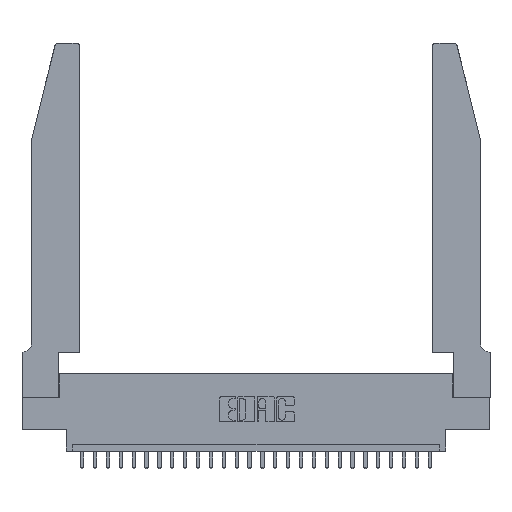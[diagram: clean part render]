
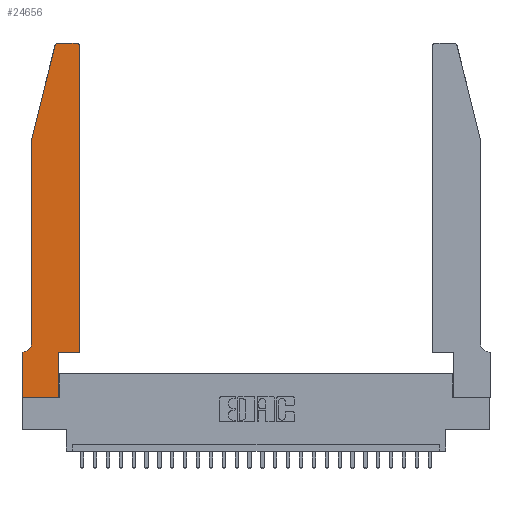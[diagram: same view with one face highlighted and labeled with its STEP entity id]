
A CAD part, top view. The second image highlights one B-rep face of the part: STEP entity #24656.
In plain terms, the highlighted planar face has unit normal (0, 0, 1).
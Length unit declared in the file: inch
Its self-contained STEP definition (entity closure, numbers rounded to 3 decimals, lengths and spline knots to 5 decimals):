
#96 = VERTEX_POINT ( 'NONE', #97 ) ;
#97 = CARTESIAN_POINT ( 'NONE',  ( 0.2865, 0.35, 0.37 ) ) ;
#150 = VECTOR ( 'NONE', #9840, 39.37008 ) ;
#363 = AXIS2_PLACEMENT_3D ( 'NONE', #5201, #15755, #26368 ) ;
#478 = DIRECTION ( 'NONE',  ( 0., 1., 0. ) ) ;
#1557 = DIRECTION ( 'NONE',  ( 1., 0., 0. ) ) ;
#1559 = CARTESIAN_POINT ( 'NONE',  ( 0.0755, 0.42, 0.37 ) ) ;
#2247 = CARTESIAN_POINT ( 'NONE',  ( 0.284, 2.75, 0.37 ) ) ;
#2284 = DIRECTION ( 'NONE',  ( 1., 0., 0. ) ) ;
#2352 = ORIENTED_EDGE ( 'NONE', *, *, #15353, .T. ) ;
#2436 = VECTOR ( 'NONE', #7516, 39.37008 ) ;
#3067 = CARTESIAN_POINT ( 'NONE',  ( 0.0755, 0.35, 0.37 ) ) ;
#3268 = CARTESIAN_POINT ( 'NONE',  ( 0., 0.35, 0.37 ) ) ;
#3301 = CARTESIAN_POINT ( 'NONE',  ( 0., 0., 0.37 ) ) ;
#3453 = VERTEX_POINT ( 'NONE', #5809 ) ;
#3672 = DIRECTION ( 'NONE',  ( 0., 1., 0. ) ) ;
#3694 = VERTEX_POINT ( 'NONE', #2247 ) ;
#4002 = DIRECTION ( 'NONE',  ( -1., 0., 0. ) ) ;
#4063 = EDGE_CURVE ( 'NONE', #22298, #10704, #7220, .T. ) ;
#4204 = EDGE_LOOP ( 'NONE', ( #18104, #19702, #2352, #19463, #4529, #15409, #8377, #20767, #27234, #26574, #11322, #4392 ) ) ;
#4392 = ORIENTED_EDGE ( 'NONE', *, *, #18978, .T. ) ;
#4529 = ORIENTED_EDGE ( 'NONE', *, *, #12937, .T. ) ;
#5110 = CARTESIAN_POINT ( 'NONE',  ( 0.4505, 0.35, 0.37 ) ) ;
#5201 = CARTESIAN_POINT ( 'NONE',  ( 0.0055, 0.42, 0.37 ) ) ;
#5346 = CARTESIAN_POINT ( 'NONE',  ( 0.4505, 0.35, 0.37 ) ) ;
#5561 = VERTEX_POINT ( 'NONE', #19037 ) ;
#5575 = EDGE_CURVE ( 'NONE', #16371, #96, #22605, .T. ) ;
#5681 = CARTESIAN_POINT ( 'NONE',  ( 0.284, 2.72, 0.37 ) ) ;
#5809 = CARTESIAN_POINT ( 'NONE',  ( 0.25487, 2.72718, 0.37 ) ) ;
#6416 = CARTESIAN_POINT ( 'NONE',  ( 0.4505, 0.35, 0.37 ) ) ;
#6434 = CARTESIAN_POINT ( 'NONE',  ( 0.4205, 2.75, 0.37 ) ) ;
#6852 = LINE ( 'NONE', #7790, #150 ) ;
#7052 = CARTESIAN_POINT ( 'NONE',  ( 0.4205, 2.72, 0.37 ) ) ;
#7111 = EDGE_CURVE ( 'NONE', #3694, #3453, #17535, .T. ) ;
#7144 = LINE ( 'NONE', #5346, #2436 ) ;
#7220 = LINE ( 'NONE', #3067, #9250 ) ;
#7516 = DIRECTION ( 'NONE',  ( 1., 0., 0. ) ) ;
#7790 = CARTESIAN_POINT ( 'NONE',  ( 0., 0., 0.37 ) ) ;
#7953 = AXIS2_PLACEMENT_3D ( 'NONE', #23731, #13156, #2284 ) ;
#8165 = CARTESIAN_POINT ( 'NONE',  ( 0.2605, 2.75, 0.37 ) ) ;
#8377 = ORIENTED_EDGE ( 'NONE', *, *, #8411, .T. ) ;
#8411 = EDGE_CURVE ( 'NONE', #10704, #21822, #21173, .T. ) ;
#8598 = AXIS2_PLACEMENT_3D ( 'NONE', #7052, #22373, #18090 ) ;
#9250 = VECTOR ( 'NONE', #13963, 39.37008 ) ;
#9712 = VECTOR ( 'NONE', #19696, 39.37008 ) ;
#9840 = DIRECTION ( 'NONE',  ( 1., 0., 0. ) ) ;
#10497 = CIRCLE ( 'NONE', #8598, 0.03 ) ;
#10543 = VECTOR ( 'NONE', #3672, 39.37008 ) ;
#10566 = EDGE_CURVE ( 'NONE', #13131, #5561, #11234, .T. ) ;
#10633 = LINE ( 'NONE', #27582, #27777 ) ;
#10704 = VERTEX_POINT ( 'NONE', #3268 ) ;
#10950 = PLANE ( 'NONE',  #7953 ) ;
#11234 = LINE ( 'NONE', #5110, #21680 ) ;
#11322 = ORIENTED_EDGE ( 'NONE', *, *, #10566, .T. ) ;
#11345 = FACE_OUTER_BOUND ( 'NONE', #4204, .T. ) ;
#11811 = EDGE_CURVE ( 'NONE', #22412, #3694, #19335, .T. ) ;
#12113 = EDGE_CURVE ( 'NONE', #96, #13131, #7144, .T. ) ;
#12438 = CARTESIAN_POINT ( 'NONE',  ( 0.0055, 0.35, 0.37 ) ) ;
#12902 = CARTESIAN_POINT ( 'NONE',  ( 0.2865, 0., 0.37 ) ) ;
#12937 = EDGE_CURVE ( 'NONE', #25433, #22298, #13016, .T. ) ;
#13016 = CIRCLE ( 'NONE', #363, 0.07 ) ;
#13131 = VERTEX_POINT ( 'NONE', #6416 ) ;
#13156 = DIRECTION ( 'NONE',  ( 0., 0., 1. ) ) ;
#13963 = DIRECTION ( 'NONE',  ( -1., 0., 0. ) ) ;
#14267 = EDGE_CURVE ( 'NONE', #17949, #25433, #10633, .T. ) ;
#14667 = DIRECTION ( 'NONE',  ( -0.239, -0.971, 0. ) ) ;
#15353 = EDGE_CURVE ( 'NONE', #3453, #17949, #17752, .T. ) ;
#15394 = VECTOR ( 'NONE', #14667, 39.37008 ) ;
#15409 = ORIENTED_EDGE ( 'NONE', *, *, #4063, .T. ) ;
#15755 = DIRECTION ( 'NONE',  ( 0., 0., -1. ) ) ;
#16371 = VERTEX_POINT ( 'NONE', #12902 ) ;
#16541 = DIRECTION ( 'NONE',  ( 0., 0., 1. ) ) ;
#16612 = CARTESIAN_POINT ( 'NONE',  ( 0.2865, 0.35, 0.37 ) ) ;
#16730 = EDGE_CURVE ( 'NONE', #21822, #16371, #6852, .T. ) ;
#17535 = CIRCLE ( 'NONE', #27124, 0.03 ) ;
#17752 = LINE ( 'NONE', #23111, #15394 ) ;
#17949 = VERTEX_POINT ( 'NONE', #27660 ) ;
#18090 = DIRECTION ( 'NONE',  ( 1., 0., 0. ) ) ;
#18104 = ORIENTED_EDGE ( 'NONE', *, *, #11811, .T. ) ;
#18978 = EDGE_CURVE ( 'NONE', #5561, #22412, #10497, .T. ) ;
#19037 = CARTESIAN_POINT ( 'NONE',  ( 0.4505, 2.72, 0.37 ) ) ;
#19335 = LINE ( 'NONE', #8165, #27051 ) ;
#19463 = ORIENTED_EDGE ( 'NONE', *, *, #14267, .T. ) ;
#19516 = CARTESIAN_POINT ( 'NONE',  ( 0., 0., 0.37 ) ) ;
#19696 = DIRECTION ( 'NONE',  ( 0., -1., 0. ) ) ;
#19702 = ORIENTED_EDGE ( 'NONE', *, *, #7111, .T. ) ;
#20767 = ORIENTED_EDGE ( 'NONE', *, *, #16730, .T. ) ;
#21173 = LINE ( 'NONE', #19516, #9712 ) ;
#21182 = DIRECTION ( 'NONE',  ( 0., -1., 0. ) ) ;
#21680 = VECTOR ( 'NONE', #478, 39.37008 ) ;
#21822 = VERTEX_POINT ( 'NONE', #3301 ) ;
#22298 = VERTEX_POINT ( 'NONE', #12438 ) ;
#22373 = DIRECTION ( 'NONE',  ( 0., 0., 1. ) ) ;
#22412 = VERTEX_POINT ( 'NONE', #6434 ) ;
#22605 = LINE ( 'NONE', #16612, #10543 ) ;
#23111 = CARTESIAN_POINT ( 'NONE',  ( 0.0755, 2., 0.37 ) ) ;
#23731 = CARTESIAN_POINT ( 'NONE',  ( 0., 0.35, 0.37 ) ) ;
#24656 = ADVANCED_FACE ( 'NONE', ( #11345 ), #10950, .T. ) ;
#25433 = VERTEX_POINT ( 'NONE', #1559 ) ;
#26368 = DIRECTION ( 'NONE',  ( -1., 0., 0. ) ) ;
#26574 = ORIENTED_EDGE ( 'NONE', *, *, #12113, .T. ) ;
#27051 = VECTOR ( 'NONE', #4002, 39.37008 ) ;
#27124 = AXIS2_PLACEMENT_3D ( 'NONE', #5681, #16541, #1557 ) ;
#27234 = ORIENTED_EDGE ( 'NONE', *, *, #5575, .T. ) ;
#27582 = CARTESIAN_POINT ( 'NONE',  ( 0.0755, 2., 0.37 ) ) ;
#27660 = CARTESIAN_POINT ( 'NONE',  ( 0.0755, 2., 0.37 ) ) ;
#27777 = VECTOR ( 'NONE', #21182, 39.37008 ) ;
